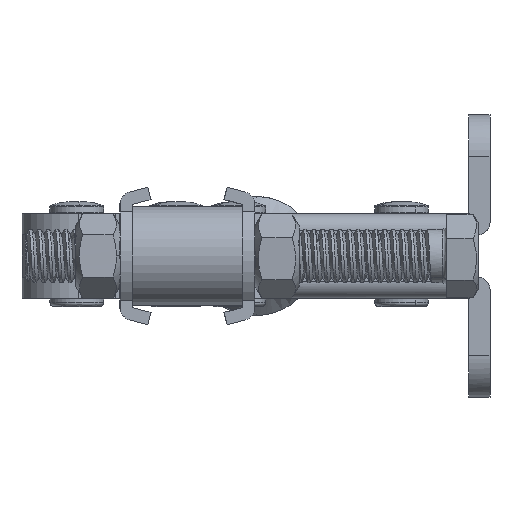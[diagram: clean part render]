
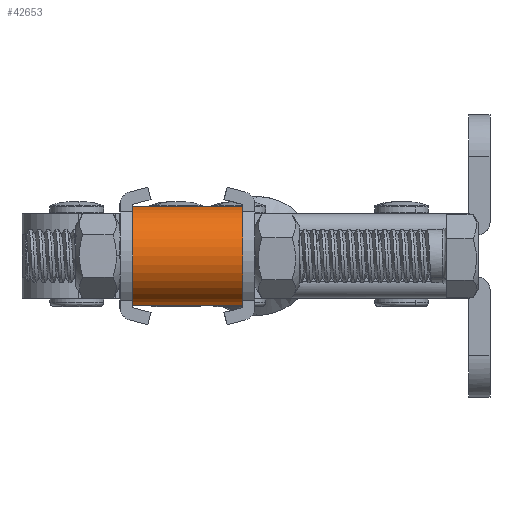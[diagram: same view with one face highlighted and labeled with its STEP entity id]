
A CAD part, left-side view. The second image highlights one B-rep face of the part: STEP entity #42653.
In plain terms, the highlighted cylindrical face has radius 11.7 mm (diameter 23.4 mm), a partial arc.
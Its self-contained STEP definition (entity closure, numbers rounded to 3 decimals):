
#11173 = VECTOR ( 'NONE', #37971, 1000. ) ;
#11175 = LINE ( 'NONE', #37969, #11173 ) ;
#11176 = CIRCLE ( 'NONE', #25386, 11.7 ) ;
#11182 = CIRCLE ( 'NONE', #25385, 11.7 ) ;
#11808 = EDGE_CURVE ( 'NONE', #26115, #26105, #32996, .T. ) ;
#16918 = FACE_OUTER_BOUND ( 'NONE', #22760, .T. ) ;
#17019 = CYLINDRICAL_SURFACE ( 'NONE', #49494, 11.7 ) ;
#18268 = CARTESIAN_POINT ( 'NONE',  ( 11.7, 36.51, 122.263 ) ) ;
#18270 = DIRECTION ( 'NONE',  ( 0., -1., 0. ) ) ;
#18287 = DIRECTION ( 'NONE',  ( 0., 0., -1. ) ) ;
#22760 = EDGE_LOOP ( 'NONE', ( #46736, #46817, #47084, #47005 ) ) ;
#25385 = AXIS2_PLACEMENT_3D ( 'NONE', #37972, #37974, #37975 ) ;
#25386 = AXIS2_PLACEMENT_3D ( 'NONE', #37978, #37980, #37982 ) ;
#26105 = VERTEX_POINT ( 'NONE', #36958 ) ;
#26115 = VERTEX_POINT ( 'NONE', #36947 ) ;
#26123 = VERTEX_POINT ( 'NONE', #36938 ) ;
#26255 = VERTEX_POINT ( 'NONE', #46426 ) ;
#32996 = LINE ( 'NONE', #40675, #32998 ) ;
#32998 = VECTOR ( 'NONE', #40669, 1000. ) ;
#36938 = CARTESIAN_POINT ( 'NONE',  ( 23.4, 10.5, 122.263 ) ) ;
#36947 = CARTESIAN_POINT ( 'NONE',  ( 0., 10.5, 122.263 ) ) ;
#36958 = CARTESIAN_POINT ( 'NONE',  ( 0., -15.5, 122.263 ) ) ;
#37969 = CARTESIAN_POINT ( 'NONE',  ( 23.4, -5.5, 122.263 ) ) ;
#37971 = DIRECTION ( 'NONE',  ( 0., -1., 0. ) ) ;
#37972 = CARTESIAN_POINT ( 'NONE',  ( 11.7, 10.5, 122.263 ) ) ;
#37974 = DIRECTION ( 'NONE',  ( 0., -1., 0. ) ) ;
#37975 = DIRECTION ( 'NONE',  ( 0., 0., -1. ) ) ;
#37978 = CARTESIAN_POINT ( 'NONE',  ( 11.7, -15.5, 122.263 ) ) ;
#37980 = DIRECTION ( 'NONE',  ( 0., 1., 0. ) ) ;
#37982 = DIRECTION ( 'NONE',  ( 0., 0., -1. ) ) ;
#40669 = DIRECTION ( 'NONE',  ( 0., -1., 0. ) ) ;
#40675 = CARTESIAN_POINT ( 'NONE',  ( 0., 36.51, 122.263 ) ) ;
#42653 = ADVANCED_FACE ( 'NONE', ( #16918 ), #17019, .T. ) ;
#46426 = CARTESIAN_POINT ( 'NONE',  ( 23.4, -15.5, 122.263 ) ) ;
#46736 = ORIENTED_EDGE ( 'NONE', *, *, #46992, .F. ) ;
#46817 = ORIENTED_EDGE ( 'NONE', *, *, #46990, .T. ) ;
#46990 = EDGE_CURVE ( 'NONE', #26123, #26115, #11182, .T. ) ;
#46991 = EDGE_CURVE ( 'NONE', #26105, #26255, #11176, .T. ) ;
#46992 = EDGE_CURVE ( 'NONE', #26123, #26255, #11175, .T. ) ;
#47005 = ORIENTED_EDGE ( 'NONE', *, *, #46991, .T. ) ;
#47084 = ORIENTED_EDGE ( 'NONE', *, *, #11808, .T. ) ;
#49494 = AXIS2_PLACEMENT_3D ( 'NONE', #18268, #18270, #18287 ) ;
